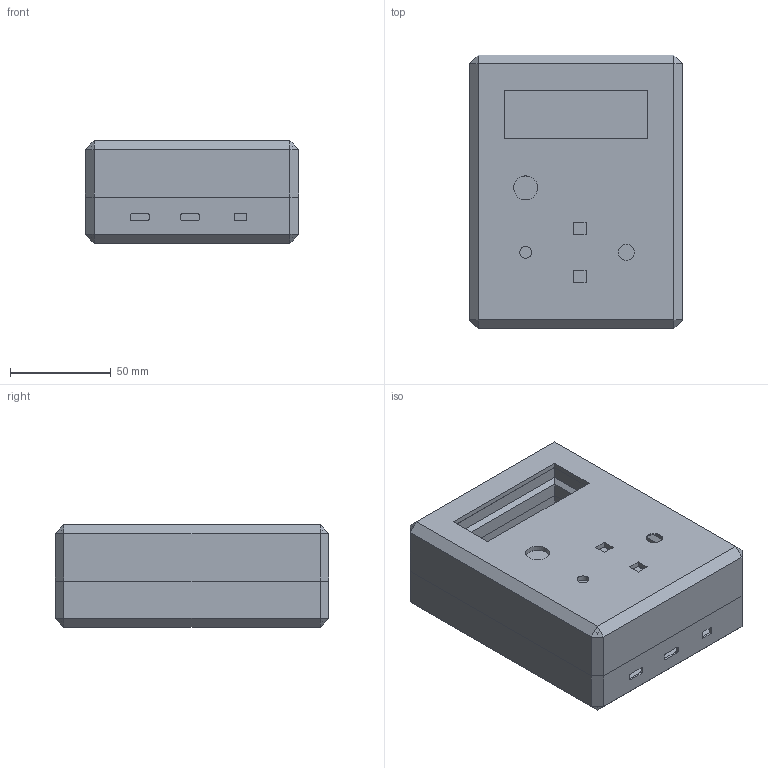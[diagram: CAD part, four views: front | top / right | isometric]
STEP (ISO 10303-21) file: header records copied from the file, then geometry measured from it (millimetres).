
FILE_DESCRIPTION(/* description */ (''),/* implementation_level */ '2;1');
FILE_NAME(/* name */ 'Enclosure.step',/* time_stamp */ '2024-08-14T21:38:26+02:00',/* author */ (''),/* organization */ (''),/* preprocessor_version */ 'ST-DEVELOPER v20',/* originating_system */ 'Autodesk Translation Framework v13.14.0.145',/* authorisation */ '');
FILE_SCHEMA (('AUTOMOTIVE_DESIGN { 1 0 10303 214 3 1 1 }'));
Length unit declared in the file: millimetre
Products named in the file (1): Secret Message Enclosure
Bounding box: 106 x 136 x 51 mm (x, y, z)
Volume: 99630 mm3; surface area: 104103.1 mm2
Topology: 2 solids, 2 shells, 143 faces, 337 edges, 209 vertices
Faces by surface type: plane 127, cylinder 13, cone 3
Full cylindrical faces by diameter (mm): 5.8 x1, 8 x1, 10 x1, 11.9 x1, 20 x1
Entity records: 4052 total; most frequent: CARTESIAN_POINT 690, ORIENTED_EDGE 674, DIRECTION 654, EDGE_CURVE 337, LINE 308, VECTOR 308, VERTEX_POINT 209, AXIS2_PLACEMENT_3D 173
